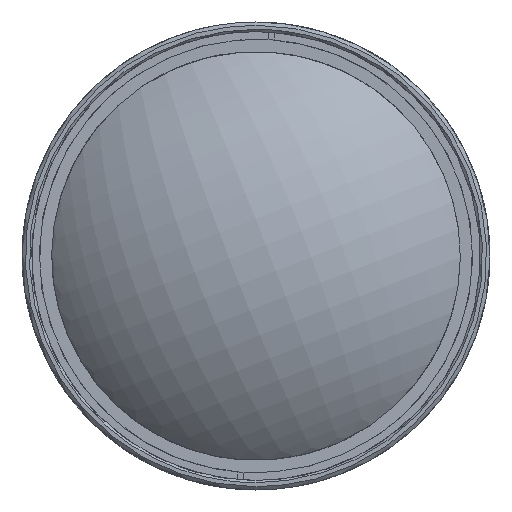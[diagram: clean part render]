
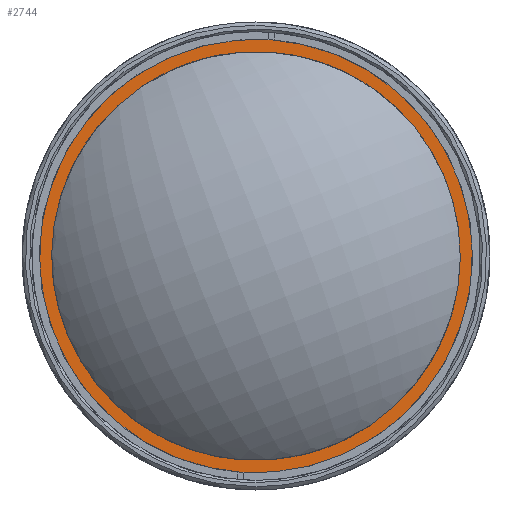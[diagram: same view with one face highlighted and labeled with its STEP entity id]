
A CAD part, left-side view. The second image highlights one B-rep face of the part: STEP entity #2744.
In plain terms, the highlighted planar face has unit normal (-1, 0, 0).
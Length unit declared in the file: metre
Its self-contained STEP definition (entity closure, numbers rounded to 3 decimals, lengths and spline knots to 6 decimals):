
#2744=ADVANCED_FACE('17:17267',(#6133,#6134),#6135,.F.);
#6133=FACE_BOUND('',#17297,.T.);
#6134=FACE_OUTER_BOUND('',#17298,.T.);
#6135=PLANE('',#17299);
#17297=EDGE_LOOP('',(#35698,#35699));
#17298=EDGE_LOOP('',(#35700,#35701));
#17299=AXIS2_PLACEMENT_3D('',#35702,#35703,#35704);
#35698=ORIENTED_EDGE('',*,*,#42961,.F.);
#35699=ORIENTED_EDGE('',*,*,#42962,.F.);
#35700=ORIENTED_EDGE('',*,*,#42978,.F.);
#35701=ORIENTED_EDGE('',*,*,#42979,.F.);
#35702=CARTESIAN_POINT('',(-0.0008,-0.029224,0.025363));
#35703=DIRECTION('',(1.0,-0.0,0.0));
#35704=DIRECTION('',(0.0,0.07,-0.998));
#42961=EDGE_CURVE('17:17414',#49245,#49246,#49247,.T.);
#42962=EDGE_CURVE('17:17411',#49246,#49245,#49248,.T.);
#42978=EDGE_CURVE('17:17354',#49274,#49275,#49276,.T.);
#42979=EDGE_CURVE('17:17408',#49275,#49274,#49277,.T.);
#49245=VERTEX_POINT('',#67434);
#49246=VERTEX_POINT('',#67435);
#49247=(B_SPLINE_CURVE(3,(#67437,#67438,#67439,#67440),.UNSPECIFIED.,.F.,.F.)B_SPLINE_CURVE_WITH_KNOTS((4,4),(0.0,1.0),.UNSPECIFIED.)RATIONAL_B_SPLINE_CURVE((1.0,0.333,0.333,1.0))BOUNDED_CURVE()REPRESENTATION_ITEM('')GEOMETRIC_REPRESENTATION_ITEM()CURVE());
#49248=(B_SPLINE_CURVE(3,(#67448,#67449,#67450,#67451),.UNSPECIFIED.,.F.,.F.)B_SPLINE_CURVE_WITH_KNOTS((4,4),(0.0,1.0),.UNSPECIFIED.)RATIONAL_B_SPLINE_CURVE((1.0,0.333,0.333,1.0))BOUNDED_CURVE()REPRESENTATION_ITEM('')GEOMETRIC_REPRESENTATION_ITEM()CURVE());
#49274=VERTEX_POINT('',#67835);
#49275=VERTEX_POINT('',#67836);
#49276=(B_SPLINE_CURVE(3,(#67838,#67839,#67840,#67841),.UNSPECIFIED.,.F.,.F.)B_SPLINE_CURVE_WITH_KNOTS((4,4),(0.0,3.141593),.UNSPECIFIED.)RATIONAL_B_SPLINE_CURVE((1.0,0.333,0.333,1.0))BOUNDED_CURVE()REPRESENTATION_ITEM('')GEOMETRIC_REPRESENTATION_ITEM()CURVE());
#49277=(B_SPLINE_CURVE(3,(#67849,#67850,#67851,#67852),.UNSPECIFIED.,.F.,.F.)B_SPLINE_CURVE_WITH_KNOTS((4,4),(0.0,3.141593),.UNSPECIFIED.)RATIONAL_B_SPLINE_CURVE((1.0,0.333,0.333,1.0))BOUNDED_CURVE()REPRESENTATION_ITEM('')GEOMETRIC_REPRESENTATION_ITEM()CURVE());
#67434=CARTESIAN_POINT('',(-0.0008,-0.001741,0.024739));
#67435=CARTESIAN_POINT('',(-0.0008,0.001741,-0.024739));
#67437=CARTESIAN_POINT('',(-0.0008,-0.001741,0.024739));
#67438=CARTESIAN_POINT('',(-0.0008,0.047736,0.028221));
#67439=CARTESIAN_POINT('',(-0.0008,0.051219,-0.021256));
#67440=CARTESIAN_POINT('',(-0.0008,0.001741,-0.024739));
#67448=CARTESIAN_POINT('',(-0.0008,0.001741,-0.024739));
#67449=CARTESIAN_POINT('',(-0.0008,-0.047736,-0.028221));
#67450=CARTESIAN_POINT('',(-0.0008,-0.051219,0.021256));
#67451=CARTESIAN_POINT('',(-0.0008,-0.001741,0.024739));
#67835=CARTESIAN_POINT('',(-0.0008,0.001847,-0.026235));
#67836=CARTESIAN_POINT('',(-0.0008,-0.001847,0.026235));
#67838=CARTESIAN_POINT('',(-0.0008,0.001847,-0.026235));
#67839=CARTESIAN_POINT('',(-0.0008,0.054317,-0.022542));
#67840=CARTESIAN_POINT('',(-0.0008,0.050624,0.029928));
#67841=CARTESIAN_POINT('',(-0.0008,-0.001847,0.026235));
#67849=CARTESIAN_POINT('',(-0.0008,-0.001847,0.026235));
#67850=CARTESIAN_POINT('',(-0.0008,-0.054317,0.022542));
#67851=CARTESIAN_POINT('',(-0.0008,-0.050624,-0.029928));
#67852=CARTESIAN_POINT('',(-0.0008,0.001847,-0.026235));
